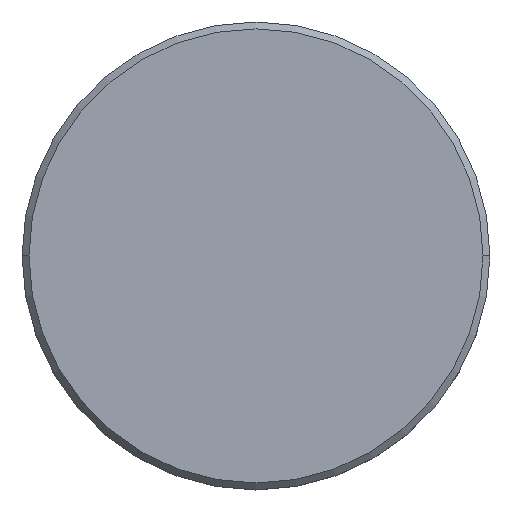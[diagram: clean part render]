
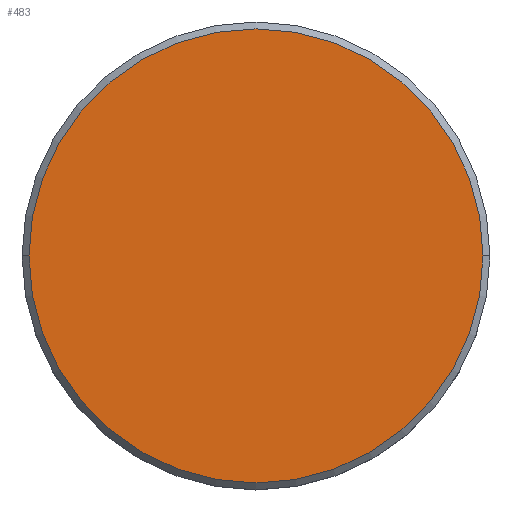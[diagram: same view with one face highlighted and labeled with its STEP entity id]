
A CAD part, top view. The second image highlights one B-rep face of the part: STEP entity #483.
In plain terms, the highlighted planar face has unit normal (0, 0, 1).
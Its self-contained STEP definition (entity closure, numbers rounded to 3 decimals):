
#1 = DIRECTION ( 'NONE',  ( 0., 0., 1. ) ) ;
#16 = AXIS2_PLACEMENT_3D ( 'NONE', #818, #912, #733 ) ;
#33 = VERTEX_POINT ( 'NONE', #1062 ) ;
#53 = FACE_OUTER_BOUND ( 'NONE', #319, .T. ) ;
#144 = CARTESIAN_POINT ( 'NONE',  ( 0., 0., 0. ) ) ;
#184 = EDGE_CURVE ( 'NONE', #510, #33, #271, .T. ) ;
#192 = EDGE_CURVE ( 'NONE', #33, #510, #858, .T. ) ;
#271 = CIRCLE ( 'NONE', #16, 16.5 ) ;
#319 = EDGE_LOOP ( 'NONE', ( #708, #806 ) ) ;
#351 = AXIS2_PLACEMENT_3D ( 'NONE', #144, #516, #417 ) ;
#370 = AXIS2_PLACEMENT_3D ( 'NONE', #625, #1, #826 ) ;
#417 = DIRECTION ( 'NONE',  ( 1., 0., 0. ) ) ;
#483 = ADVANCED_FACE ( 'NONE', ( #53 ), #968, .T. ) ;
#510 = VERTEX_POINT ( 'NONE', #659 ) ;
#516 = DIRECTION ( 'NONE',  ( 0., 0., 1. ) ) ;
#625 = CARTESIAN_POINT ( 'NONE',  ( 0., 0., 0. ) ) ;
#659 = CARTESIAN_POINT ( 'NONE',  ( 16.5, 0., 0. ) ) ;
#708 = ORIENTED_EDGE ( 'NONE', *, *, #192, .T. ) ;
#733 = DIRECTION ( 'NONE',  ( 1., 0., 0. ) ) ;
#806 = ORIENTED_EDGE ( 'NONE', *, *, #184, .T. ) ;
#818 = CARTESIAN_POINT ( 'NONE',  ( 0., 0., 0. ) ) ;
#826 = DIRECTION ( 'NONE',  ( 1., 0., 0. ) ) ;
#858 = CIRCLE ( 'NONE', #370, 16.5 ) ;
#912 = DIRECTION ( 'NONE',  ( 0., 0., 1. ) ) ;
#968 = PLANE ( 'NONE',  #351 ) ;
#1062 = CARTESIAN_POINT ( 'NONE',  ( -16.5, 0., 0. ) ) ;
